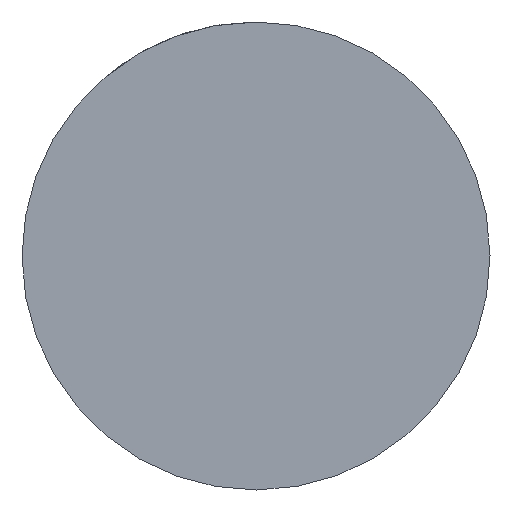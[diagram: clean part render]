
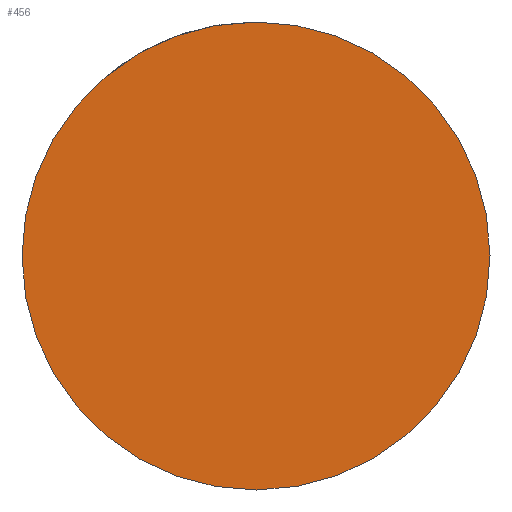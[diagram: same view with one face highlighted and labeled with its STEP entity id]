
A CAD part, front view. The second image highlights one B-rep face of the part: STEP entity #456.
In plain terms, the highlighted planar face has unit normal (0, -1, 0).
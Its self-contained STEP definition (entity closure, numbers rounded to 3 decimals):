
#83=FACE_OUTER_BOUND('',#112,.T.);
#112=EDGE_LOOP('',(#311,#312));
#156=CIRCLE('',#522,20.);
#157=CIRCLE('',#523,20.);
#187=VERTEX_POINT('',#759);
#188=VERTEX_POINT('',#760);
#232=EDGE_CURVE('',#187,#188,#156,.T.);
#233=EDGE_CURVE('',#188,#187,#157,.T.);
#311=ORIENTED_EDGE('',*,*,#232,.T.);
#312=ORIENTED_EDGE('',*,*,#233,.T.);
#415=PLANE('',#525);
#456=ADVANCED_FACE('',(#83),#415,.T.);
#522=AXIS2_PLACEMENT_3D('',#761,#606,#607);
#523=AXIS2_PLACEMENT_3D('',#762,#608,#609);
#525=AXIS2_PLACEMENT_3D('',#764,#612,#613);
#606=DIRECTION('center_axis',(0.,-1.,0.));
#607=DIRECTION('ref_axis',(0.497,0.,0.868));
#608=DIRECTION('center_axis',(0.,-1.,0.));
#609=DIRECTION('ref_axis',(0.497,0.,0.868));
#612=DIRECTION('center_axis',(0.,-1.,0.));
#613=DIRECTION('ref_axis',(0.868,0.,-0.497));
#759=CARTESIAN_POINT('',(9.946,-21.,17.351));
#760=CARTESIAN_POINT('',(-17.351,-21.,9.946));
#761=CARTESIAN_POINT('Origin',(0.,-21.,0.));
#762=CARTESIAN_POINT('Origin',(0.,-21.,0.));
#764=CARTESIAN_POINT('Origin',(4.973,-21.,8.676));
